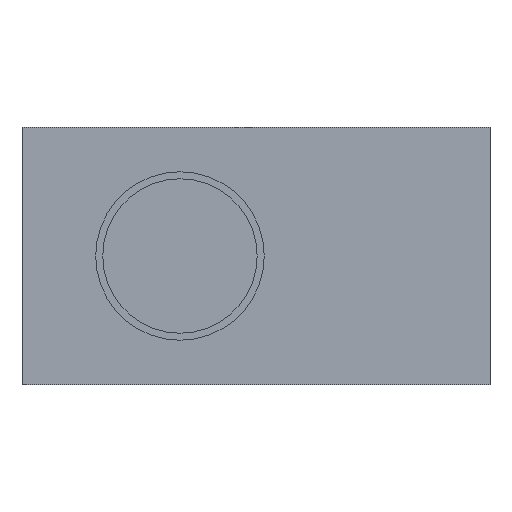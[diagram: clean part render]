
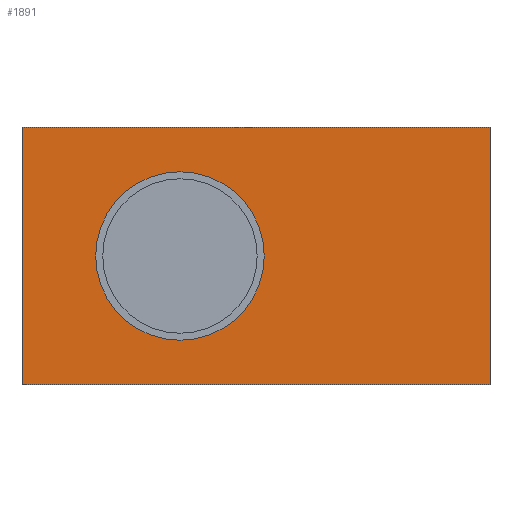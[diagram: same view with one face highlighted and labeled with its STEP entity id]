
A CAD part, left-side view. The second image highlights one B-rep face of the part: STEP entity #1891.
In plain terms, the highlighted planar face has unit normal (-1, 0, 0).
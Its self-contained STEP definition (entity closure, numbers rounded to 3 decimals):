
#3 = VERTEX_POINT ( 'NONE', #1371 ) ;
#48 = VERTEX_POINT ( 'NONE', #417 ) ;
#95 = CARTESIAN_POINT ( 'NONE',  ( -46., -33.785, 16.048 ) ) ;
#124 = FACE_BOUND ( 'NONE', #1329, .T. ) ;
#132 = DIRECTION ( 'NONE',  ( -1., 0., 0. ) ) ;
#167 = VECTOR ( 'NONE', #405, 1000. ) ;
#206 = ORIENTED_EDGE ( 'NONE', *, *, #1879, .T. ) ;
#223 = LINE ( 'NONE', #1947, #404 ) ;
#224 = CARTESIAN_POINT ( 'NONE',  ( -46., -60.285, 27.048 ) ) ;
#395 = AXIS2_PLACEMENT_3D ( 'NONE', #95, #1058, #567 ) ;
#404 = VECTOR ( 'NONE', #1766, 1000. ) ;
#405 = DIRECTION ( 'NONE',  ( 0., 0., 1. ) ) ;
#417 = CARTESIAN_POINT ( 'NONE',  ( -46., -33.785, 10.602 ) ) ;
#446 = DIRECTION ( 'NONE',  ( 1., 0., 0. ) ) ;
#512 = DIRECTION ( 'NONE',  ( 0., 0., -1. ) ) ;
#567 = DIRECTION ( 'NONE',  ( 0., 0., 1. ) ) ;
#577 = LINE ( 'NONE', #1220, #1131 ) ;
#585 = DIRECTION ( 'NONE',  ( 0., 0., 1. ) ) ;
#651 = EDGE_CURVE ( 'NONE', #664, #48, #1494, .T. ) ;
#664 = VERTEX_POINT ( 'NONE', #1730 ) ;
#753 = FACE_OUTER_BOUND ( 'NONE', #1409, .T. ) ;
#804 = LINE ( 'NONE', #1655, #1095 ) ;
#874 = ORIENTED_EDGE ( 'NONE', *, *, #956, .T. ) ;
#956 = EDGE_CURVE ( 'NONE', #1599, #1384, #804, .T. ) ;
#1024 = EDGE_CURVE ( 'NONE', #3, #1081, #1037, .T. ) ;
#1037 = LINE ( 'NONE', #1651, #167 ) ;
#1048 = CARTESIAN_POINT ( 'NONE',  ( -46., -20.285, 27.048 ) ) ;
#1058 = DIRECTION ( 'NONE',  ( 1., 0., 0. ) ) ;
#1081 = VERTEX_POINT ( 'NONE', #224 ) ;
#1094 = ORIENTED_EDGE ( 'NONE', *, *, #2072, .T. ) ;
#1095 = VECTOR ( 'NONE', #512, 1000. ) ;
#1131 = VECTOR ( 'NONE', #1374, 1000. ) ;
#1220 = CARTESIAN_POINT ( 'NONE',  ( -46., -40.285, 27.048 ) ) ;
#1329 = EDGE_LOOP ( 'NONE', ( #1984, #1885 ) ) ;
#1371 = CARTESIAN_POINT ( 'NONE',  ( -46., -60.285, 5.048 ) ) ;
#1374 = DIRECTION ( 'NONE',  ( 0., 1., 0. ) ) ;
#1384 = VERTEX_POINT ( 'NONE', #1617 ) ;
#1409 = EDGE_LOOP ( 'NONE', ( #1094, #874, #206, #1445 ) ) ;
#1427 = PLANE ( 'NONE',  #2034 ) ;
#1443 = DIRECTION ( 'NONE',  ( 0., -1., 0. ) ) ;
#1445 = ORIENTED_EDGE ( 'NONE', *, *, #1024, .T. ) ;
#1450 = CARTESIAN_POINT ( 'NONE',  ( -46., -20.285, 5.048 ) ) ;
#1494 = CIRCLE ( 'NONE', #395, 5.445 ) ;
#1526 = AXIS2_PLACEMENT_3D ( 'NONE', #1913, #446, #585 ) ;
#1599 = VERTEX_POINT ( 'NONE', #1048 ) ;
#1617 = CARTESIAN_POINT ( 'NONE',  ( -46., -20.285, 5.048 ) ) ;
#1651 = CARTESIAN_POINT ( 'NONE',  ( -46., -60.285, 16.048 ) ) ;
#1655 = CARTESIAN_POINT ( 'NONE',  ( -46., -20.285, 16.048 ) ) ;
#1684 = EDGE_CURVE ( 'NONE', #48, #664, #1959, .T. ) ;
#1730 = CARTESIAN_POINT ( 'NONE',  ( -46., -33.785, 21.493 ) ) ;
#1766 = DIRECTION ( 'NONE',  ( 0., -1., 0. ) ) ;
#1879 = EDGE_CURVE ( 'NONE', #1384, #3, #223, .T. ) ;
#1885 = ORIENTED_EDGE ( 'NONE', *, *, #1684, .T. ) ;
#1891 = ADVANCED_FACE ( 'NONE', ( #124, #753 ), #1427, .T. ) ;
#1913 = CARTESIAN_POINT ( 'NONE',  ( -46., -33.785, 16.048 ) ) ;
#1947 = CARTESIAN_POINT ( 'NONE',  ( -46., -40.285, 5.048 ) ) ;
#1959 = CIRCLE ( 'NONE', #1526, 5.445 ) ;
#1984 = ORIENTED_EDGE ( 'NONE', *, *, #651, .T. ) ;
#2034 = AXIS2_PLACEMENT_3D ( 'NONE', #1450, #132, #1443 ) ;
#2072 = EDGE_CURVE ( 'NONE', #1081, #1599, #577, .T. ) ;
